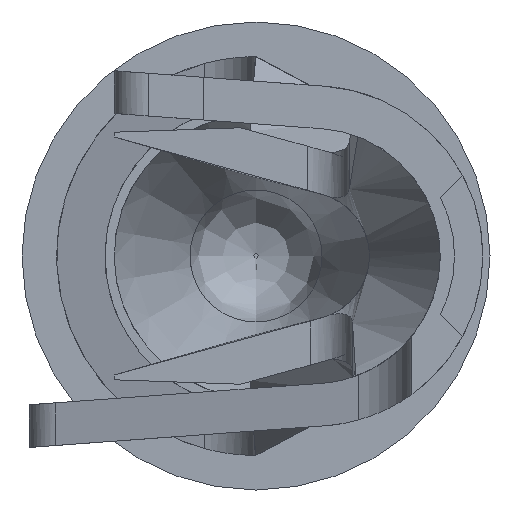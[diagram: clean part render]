
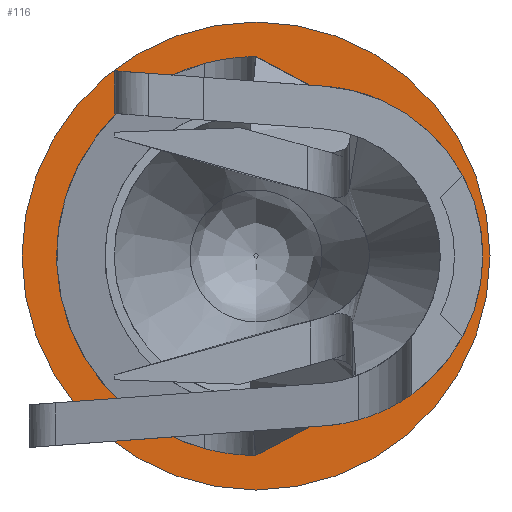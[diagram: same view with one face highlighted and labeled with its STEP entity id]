
A CAD part, left-side view. The second image highlights one B-rep face of the part: STEP entity #116.
In plain terms, the highlighted planar face has unit normal (-1, 0, 0).
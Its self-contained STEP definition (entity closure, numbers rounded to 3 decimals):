
#116 = ADVANCED_FACE( '', ( #244, #245 ), #246, .F. );
#244 = FACE_OUTER_BOUND( '', #466, .T. );
#245 = FACE_BOUND( '', #467, .T. );
#246 = PLANE( '', #468 );
#466 = EDGE_LOOP( '', ( #973 ) );
#467 = EDGE_LOOP( '', ( #974, #975, #976, #977 ) );
#468 = AXIS2_PLACEMENT_3D( '', #978, #979, #980 );
#973 = ORIENTED_EDGE( '', *, *, #1444, .F. );
#974 = ORIENTED_EDGE( '', *, *, #1304, .T. );
#975 = ORIENTED_EDGE( '', *, *, #1437, .T. );
#976 = ORIENTED_EDGE( '', *, *, #1312, .T. );
#977 = ORIENTED_EDGE( '', *, *, #1445, .T. );
#978 = CARTESIAN_POINT( '', ( -1.2, 1., 0. ) );
#979 = DIRECTION( '', ( 1., 0., 0. ) );
#980 = DIRECTION( '', ( 0., 0., -1. ) );
#1304 = EDGE_CURVE( '', #1535, #1533, #1536, .T. );
#1312 = EDGE_CURVE( '', #1551, #1549, #1552, .T. );
#1437 = EDGE_CURVE( '', #1533, #1551, #1765, .T. );
#1444 = EDGE_CURVE( '', #1777, #1777, #1778, .T. );
#1445 = EDGE_CURVE( '', #1549, #1535, #1779, .T. );
#1533 = VERTEX_POINT( '', #1905 );
#1535 = VERTEX_POINT( '', #1908 );
#1536 = LINE( '', #1909, #1910 );
#1549 = VERTEX_POINT( '', #1928 );
#1551 = VERTEX_POINT( '', #1931 );
#1552 = LINE( '', #1932, #1933 );
#1765 = CIRCLE( '', #2430, 1.406 );
#1777 = VERTEX_POINT( '', #2446 );
#1778 = CIRCLE( '', #2447, 1.65 );
#1779 = CIRCLE( '', #2448, 1.1 );
#1905 = CARTESIAN_POINT( '', ( -1.2, 0., -1.405 ) );
#1908 = CARTESIAN_POINT( '', ( -1.2, -0.817, -0.971 ) );
#1909 = CARTESIAN_POINT( '', ( -1.2, 0.197, -1.51 ) );
#1910 = VECTOR( '', #2593, 1000. );
#1928 = CARTESIAN_POINT( '', ( -1.2, -0.817, 0.971 ) );
#1931 = CARTESIAN_POINT( '', ( -1.2, 0., 1.405 ) );
#1932 = CARTESIAN_POINT( '', ( -1.2, 0.197, 1.51 ) );
#1933 = VECTOR( '', #2600, 1000. );
#2430 = AXIS2_PLACEMENT_3D( '', #2734, #2735, #2736 );
#2446 = CARTESIAN_POINT( '', ( -1.2, 0., -1.65 ) );
#2447 = AXIS2_PLACEMENT_3D( '', #2747, #2748, #2749 );
#2448 = AXIS2_PLACEMENT_3D( '', #2750, #2751, #2752 );
#2593 = DIRECTION( '', ( 0., 0.883, -0.47 ) );
#2600 = DIRECTION( '', ( 0., -0.883, -0.47 ) );
#2734 = CARTESIAN_POINT( '', ( -1.2, 0., 0. ) );
#2735 = DIRECTION( '', ( 1., 0., 0. ) );
#2736 = DIRECTION( '', ( 0., 0., -1. ) );
#2747 = CARTESIAN_POINT( '', ( -1.2, 0., 0. ) );
#2748 = DIRECTION( '', ( 1., 0., 0. ) );
#2749 = DIRECTION( '', ( 0., 0., -1. ) );
#2750 = CARTESIAN_POINT( '', ( -1.2, -0.3, 0. ) );
#2751 = DIRECTION( '', ( 1., 0., 0. ) );
#2752 = DIRECTION( '', ( 0., 0., -1. ) );
